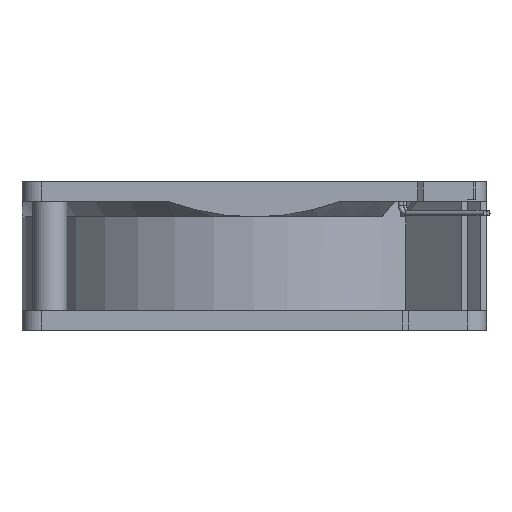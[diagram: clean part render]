
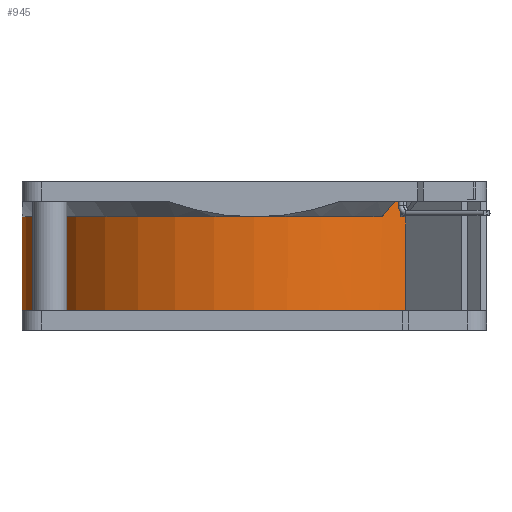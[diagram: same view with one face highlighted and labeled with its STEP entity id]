
A CAD part, front view. The second image highlights one B-rep face of the part: STEP entity #945.
In plain terms, the highlighted cylindrical face has radius 59.5 mm (diameter 119 mm), a partial arc.
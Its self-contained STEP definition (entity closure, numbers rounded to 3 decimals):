
#29 = DIRECTION ( 'NONE',  ( 1., 0., 0. ) ) ;
#55 = DIRECTION ( 'NONE',  ( -1., 0., 0. ) ) ;
#91 = CIRCLE ( 'NONE', #3202, 59.5 ) ;
#97 = EDGE_CURVE ( 'NONE', #809, #2003, #6442, .T. ) ;
#138 = CARTESIAN_POINT ( 'NONE',  ( 52.4, -52.4, -3.2 ) ) ;
#146 = CARTESIAN_POINT ( 'NONE',  ( 87.625, -100.353, -3.2 ) ) ;
#201 = CIRCLE ( 'NONE', #3795, 59.5 ) ;
#218 = CARTESIAN_POINT ( 'NONE',  ( 91.17, -97.534, -38.001 ) ) ;
#238 = AXIS2_PLACEMENT_3D ( 'NONE', #4309, #3730, #29 ) ;
#322 = VECTOR ( 'NONE', #5768, 1000. ) ;
#330 = VERTEX_POINT ( 'NONE', #355 ) ;
#355 = CARTESIAN_POINT ( 'NONE',  ( 88.436, -99.746, -3.2 ) ) ;
#370 = EDGE_LOOP ( 'NONE', ( #4872, #6566, #1732, #2962, #2501, #5868, #1703, #5721, #2439, #2867, #3117, #7120, #4041, #4952 ) ) ;
#390 = CARTESIAN_POINT ( 'NONE',  ( 52.4, -52.4, -9. ) ) ;
#402 = CARTESIAN_POINT ( 'NONE',  ( 87.883, -100.162, -3.382 ) ) ;
#407 = CARTESIAN_POINT ( 'NONE',  ( 87.095, -100.737, -3.4 ) ) ;
#481 = CARTESIAN_POINT ( 'NONE',  ( 87.957, -100.107, -3.4 ) ) ;
#491 = CARTESIAN_POINT ( 'NONE',  ( 86.638, -101.062, -3.328 ) ) ;
#505 = VERTEX_POINT ( 'NONE', #7682 ) ;
#514 = VERTEX_POINT ( 'NONE', #4120 ) ;
#567 = DIRECTION ( 'NONE',  ( 0., 0., -1. ) ) ;
#679 = FACE_OUTER_BOUND ( 'NONE', #370, .T. ) ;
#809 = VERTEX_POINT ( 'NONE', #7660 ) ;
#945 = ADVANCED_FACE ( 'NONE', ( #679 ), #2430, .T. ) ;
#993 = CARTESIAN_POINT ( 'NONE',  ( 87.246, -100.629, -3.329 ) ) ;
#1113 = CARTESIAN_POINT ( 'NONE',  ( 86.791, -100.954, -3.4 ) ) ;
#1184 = EDGE_CURVE ( 'NONE', #505, #3764, #4518, .T. ) ;
#1349 = LINE ( 'NONE', #218, #322 ) ;
#1613 = CARTESIAN_POINT ( 'NONE',  ( 52.4, -52.4, -9. ) ) ;
#1672 = AXIS2_PLACEMENT_3D ( 'NONE', #1613, #3396, #2816 ) ;
#1691 = CARTESIAN_POINT ( 'NONE',  ( 87.357, -100.548, -3.2 ) ) ;
#1701 = EDGE_CURVE ( 'NONE', #5720, #7520, #5141, .T. ) ;
#1703 = ORIENTED_EDGE ( 'NONE', *, *, #4902, .T. ) ;
#1732 = ORIENTED_EDGE ( 'NONE', *, *, #5276, .F. ) ;
#1818 = VECTOR ( 'NONE', #1822, 1000. ) ;
#1822 = DIRECTION ( 'NONE',  ( 0., 0., 1. ) ) ;
#1929 = DIRECTION ( 'NONE',  ( 1., 0., 0. ) ) ;
#2003 = VERTEX_POINT ( 'NONE', #6542 ) ;
#2004 = DIRECTION ( 'NONE',  ( 0., 0., -1. ) ) ;
#2047 = DIRECTION ( 'NONE',  ( 0., 0., -1. ) ) ;
#2077 = EDGE_CURVE ( 'NONE', #6870, #514, #4913, .T. ) ;
#2158 = AXIS2_PLACEMENT_3D ( 'NONE', #4851, #4766, #7144 ) ;
#2190 = CARTESIAN_POINT ( 'NONE',  ( 87.743, -100.265, -3.314 ) ) ;
#2272 = CARTESIAN_POINT ( 'NONE',  ( 87.679, -100.313, -3.264 ) ) ;
#2430 = CYLINDRICAL_SURFACE ( 'NONE', #2158, 59.5 ) ;
#2436 = CIRCLE ( 'NONE', #3430, 59.5 ) ;
#2439 = ORIENTED_EDGE ( 'NONE', *, *, #7095, .T. ) ;
#2456 = EDGE_CURVE ( 'NONE', #5720, #505, #201, .T. ) ;
#2501 = ORIENTED_EDGE ( 'NONE', *, *, #4267, .T. ) ;
#2503 = DIRECTION ( 'NONE',  ( 0., 0., -1. ) ) ;
#2722 = AXIS2_PLACEMENT_3D ( 'NONE', #7341, #2004, #6167 ) ;
#2792 = CARTESIAN_POINT ( 'NONE',  ( -7.1, -52.4, -9. ) ) ;
#2816 = DIRECTION ( 'NONE',  ( -1., 0., 0. ) ) ;
#2867 = ORIENTED_EDGE ( 'NONE', *, *, #7037, .T. ) ;
#2962 = ORIENTED_EDGE ( 'NONE', *, *, #2077, .F. ) ;
#2983 = CARTESIAN_POINT ( 'NONE',  ( 91.17, -97.534, -33. ) ) ;
#3096 = CARTESIAN_POINT ( 'NONE',  ( 91.17, -97.534, -9. ) ) ;
#3117 = ORIENTED_EDGE ( 'NONE', *, *, #97, .F. ) ;
#3202 = AXIS2_PLACEMENT_3D ( 'NONE', #7029, #6650, #1929 ) ;
#3294 = VERTEX_POINT ( 'NONE', #5795 ) ;
#3334 = CARTESIAN_POINT ( 'NONE',  ( -7.1, -52.4, 159.291 ) ) ;
#3396 = DIRECTION ( 'NONE',  ( 0., 0., -1. ) ) ;
#3417 = AXIS2_PLACEMENT_3D ( 'NONE', #4307, #2047, #3798 ) ;
#3430 = AXIS2_PLACEMENT_3D ( 'NONE', #390, #6927, #5016 ) ;
#3434 = CARTESIAN_POINT ( 'NONE',  ( -7.1, -52.4, -33. ) ) ;
#3586 = CIRCLE ( 'NONE', #238, 59.5 ) ;
#3643 = CARTESIAN_POINT ( 'NONE',  ( 89.738, -98.726, -51.345 ) ) ;
#3729 = LINE ( 'NONE', #3643, #1818 ) ;
#3730 = DIRECTION ( 'NONE',  ( 0., 0., -1. ) ) ;
#3764 = VERTEX_POINT ( 'NONE', #2792 ) ;
#3795 = AXIS2_PLACEMENT_3D ( 'NONE', #7188, #567, #55 ) ;
#3798 = DIRECTION ( 'NONE',  ( 1., 0., 0. ) ) ;
#3970 = DIRECTION ( 'NONE',  ( 0., 0., 1. ) ) ;
#4041 = ORIENTED_EDGE ( 'NONE', *, *, #1701, .F. ) ;
#4075 = VECTOR ( 'NONE', #6219, 1000. ) ;
#4120 = CARTESIAN_POINT ( 'NONE',  ( 52.4, -111.9, -33. ) ) ;
#4167 = CARTESIAN_POINT ( 'NONE',  ( 85.133, -102.087, -9. ) ) ;
#4267 = EDGE_CURVE ( 'NONE', #6870, #5733, #1349, .T. ) ;
#4307 = CARTESIAN_POINT ( 'NONE',  ( 52.4, -52.4, -33. ) ) ;
#4309 = CARTESIAN_POINT ( 'NONE',  ( 52.4, -52.4, -3.2 ) ) ;
#4330 = AXIS2_PLACEMENT_3D ( 'NONE', #138, #2503, #4881 ) ;
#4475 = CARTESIAN_POINT ( 'NONE',  ( 85.133, -102.087, -51.345 ) ) ;
#4518 = CIRCLE ( 'NONE', #1672, 59.5 ) ;
#4644 = EDGE_CURVE ( 'NONE', #5733, #6722, #2436, .T. ) ;
#4766 = DIRECTION ( 'NONE',  ( 0., 0., -1. ) ) ;
#4851 = CARTESIAN_POINT ( 'NONE',  ( 52.4, -52.4, 159.291 ) ) ;
#4872 = ORIENTED_EDGE ( 'NONE', *, *, #1184, .T. ) ;
#4881 = DIRECTION ( 'NONE',  ( 1., 0., 0. ) ) ;
#4902 = EDGE_CURVE ( 'NONE', #6722, #3294, #3729, .T. ) ;
#4913 = CIRCLE ( 'NONE', #3417, 59.5 ) ;
#4952 = ORIENTED_EDGE ( 'NONE', *, *, #2456, .T. ) ;
#5016 = DIRECTION ( 'NONE',  ( -1., 0., 0. ) ) ;
#5141 = LINE ( 'NONE', #4475, #7394 ) ;
#5236 = CARTESIAN_POINT ( 'NONE',  ( 88.329, -99.828, -3.328 ) ) ;
#5276 = EDGE_CURVE ( 'NONE', #514, #7126, #91, .T. ) ;
#5704 = CIRCLE ( 'NONE', #4330, 59.5 ) ;
#5718 = CARTESIAN_POINT ( 'NONE',  ( 85.133, -102.087, -3.2 ) ) ;
#5720 = VERTEX_POINT ( 'NONE', #4167 ) ;
#5721 = ORIENTED_EDGE ( 'NONE', *, *, #7459, .T. ) ;
#5733 = VERTEX_POINT ( 'NONE', #3096 ) ;
#5768 = DIRECTION ( 'NONE',  ( 0., 0., 1. ) ) ;
#5795 = CARTESIAN_POINT ( 'NONE',  ( 89.738, -98.726, -3.2 ) ) ;
#5868 = ORIENTED_EDGE ( 'NONE', *, *, #4644, .T. ) ;
#6167 = DIRECTION ( 'NONE',  ( 1., 0., 0. ) ) ;
#6219 = DIRECTION ( 'NONE',  ( 0., 0., -1. ) ) ;
#6331 = CIRCLE ( 'NONE', #2722, 59.5 ) ;
#6403 = CARTESIAN_POINT ( 'NONE',  ( 86.527, -101.14, -3.2 ) ) ;
#6442 = B_SPLINE_CURVE_WITH_KNOTS ( 'NONE', 3,
 ( #6403, #491, #1113, #407, #993, #1691 ),
 .UNSPECIFIED., .F., .F.,
 ( 4, 2, 4 ),
 ( 0.001, 0.001, 0.002 ),
 .UNSPECIFIED. ) ;
#6482 = CARTESIAN_POINT ( 'NONE',  ( 88.436, -99.746, -3.2 ) ) ;
#6539 = VERTEX_POINT ( 'NONE', #146 ) ;
#6542 = CARTESIAN_POINT ( 'NONE',  ( 87.357, -100.548, -3.2 ) ) ;
#6566 = ORIENTED_EDGE ( 'NONE', *, *, #6622, .T. ) ;
#6622 = EDGE_CURVE ( 'NONE', #3764, #7126, #6731, .T. ) ;
#6650 = DIRECTION ( 'NONE',  ( 0., 0., -1. ) ) ;
#6722 = VERTEX_POINT ( 'NONE', #7529 ) ;
#6731 = LINE ( 'NONE', #3334, #4075 ) ;
#6870 = VERTEX_POINT ( 'NONE', #2983 ) ;
#6927 = DIRECTION ( 'NONE',  ( 0., 0., -1. ) ) ;
#6944 = EDGE_CURVE ( 'NONE', #809, #7520, #5704, .T. ) ;
#6945 = CARTESIAN_POINT ( 'NONE',  ( 87.625, -100.353, -3.2 ) ) ;
#7016 = CARTESIAN_POINT ( 'NONE',  ( 88.181, -99.939, -3.4 ) ) ;
#7029 = CARTESIAN_POINT ( 'NONE',  ( 52.4, -52.4, -33. ) ) ;
#7037 = EDGE_CURVE ( 'NONE', #6539, #2003, #6331, .T. ) ;
#7095 = EDGE_CURVE ( 'NONE', #330, #6539, #7457, .T. ) ;
#7120 = ORIENTED_EDGE ( 'NONE', *, *, #6944, .T. ) ;
#7126 = VERTEX_POINT ( 'NONE', #3434 ) ;
#7144 = DIRECTION ( 'NONE',  ( -1., 0., 0. ) ) ;
#7188 = CARTESIAN_POINT ( 'NONE',  ( 52.4, -52.4, -9. ) ) ;
#7341 = CARTESIAN_POINT ( 'NONE',  ( 52.4, -52.4, -3.2 ) ) ;
#7394 = VECTOR ( 'NONE', #3970, 1000. ) ;
#7457 = B_SPLINE_CURVE_WITH_KNOTS ( 'NONE', 3,
 ( #6482, #5236, #7016, #481, #402, #2190, #2272, #6945 ),
 .UNSPECIFIED., .F., .F.,
 ( 4, 2, 2, 4 ),
 ( 0.003, 0.003, 0.004, 0.004 ),
 .UNSPECIFIED. ) ;
#7459 = EDGE_CURVE ( 'NONE', #3294, #330, #3586, .T. ) ;
#7520 = VERTEX_POINT ( 'NONE', #5718 ) ;
#7529 = CARTESIAN_POINT ( 'NONE',  ( 89.738, -98.726, -9. ) ) ;
#7660 = CARTESIAN_POINT ( 'NONE',  ( 86.527, -101.14, -3.2 ) ) ;
#7682 = CARTESIAN_POINT ( 'NONE',  ( 52.4, -111.9, -9. ) ) ;
